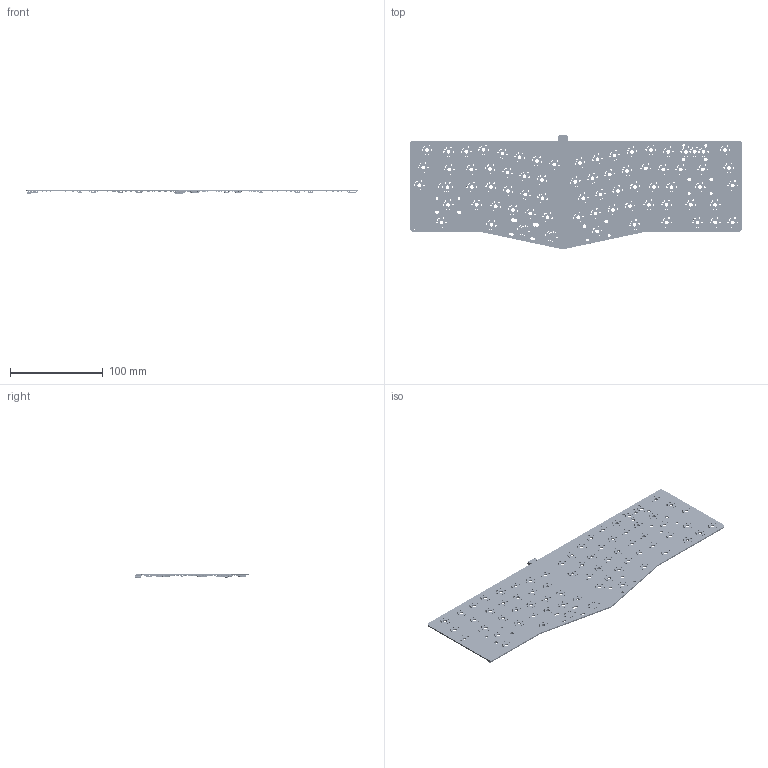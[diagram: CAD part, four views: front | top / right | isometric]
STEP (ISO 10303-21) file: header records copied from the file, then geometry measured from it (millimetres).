
FILE_DESCRIPTION(('KiCad electronic assembly'),'2;1');
FILE_NAME('MaliciousErgo_PCB.step','2022-10-05T18:39:50',('Pcbnew'),( 'Kicad'),'Open CASCADE STEP processor 7.6','KiCad to STEP converter' ,'Unknown');
FILE_SCHEMA(('AUTOMOTIVE_DESIGN { 1 0 10303 214 1 1 1 1 }'));
Length unit declared in the file: millimetre
Products named in the file (30): MaliciousErgo_PCB 1; R_0603_1608Metric; SOLID; SOT-23; SOT-23-5; Fuse_1206_3216Metric; D_SOD-323; D_SOD-123F; C_0603_1608Metric; HRO  TYPE-C-31-M-12; SOT-23-6; LED_D1.8mm_W1.8mm_H2.4mm_Horizontal_O1.27mm_Z1.6mm; SW_SPDT_PCM12; SW_SPST_TL3342; LQFP-48_7x7mm_P0.5mm; LED_WS2812B_PLCC4_5.0x5.0mm_P3.2mm; _autosave-Alice PCB
Assembly tree (215 placements, depth 3):
  MaliciousErgo_PCB 1
    R_0603_1608Metric  x79
      SOLID
    SOT-23
      SOLID
    SOT-23-5
      SOLID
    Fuse_1206_3216Metric
      SOLID
    D_SOD-323  x72
      SOLID
    D_SOD-123F
      SOLID
    C_0603_1608Metric  x24
      SOLID
    HRO  TYPE-C-31-M-12
      SOLID
    SOT-23-6
      SOLID
    LED_D1.8mm_W1.8mm_H2.4mm_Horizontal_O1.27mm_Z1.6mm
      SOLID
    SW_SPDT_PCM12
      SOLID
    SW_SPST_TL3342
      SOLID
    LQFP-48_7x7mm_P0.5mm
      SOLID
    LED_WS2812B_PLCC4_5.0x5.0mm_P3.2mm  x15
      SOLID
    _autosave-Alice PCB
Bounding box: 358.61 x 123.82 x 5.21 mm (x, y, z)
Volume: 56965.7 mm3; surface area: 80839.4 mm2
Topology: 201 solids, 202 shells, 11131 faces, 28390 edges, 17763 vertices
Faces by surface type: bspline 10198, cylinder 883, plane 50
Full cylindrical faces by diameter (mm): 0.65 x2, 0.9 x8, 1.04 x148, 1.47 x150, 1.75 x143, 3.048 x7, 3.988 x79
Entity records: 193611 total; most frequent: CARTESIAN_POINT 59888, ORIENTED_EDGE 15080, PCURVE 15080, DEFINITIONAL_REPRESENTATION 15080, B_SPLINE_CURVE_WITH_KNOTS 13127, DIRECTION 12119, EDGE_CURVE 7540, SURFACE_CURVE 6989
